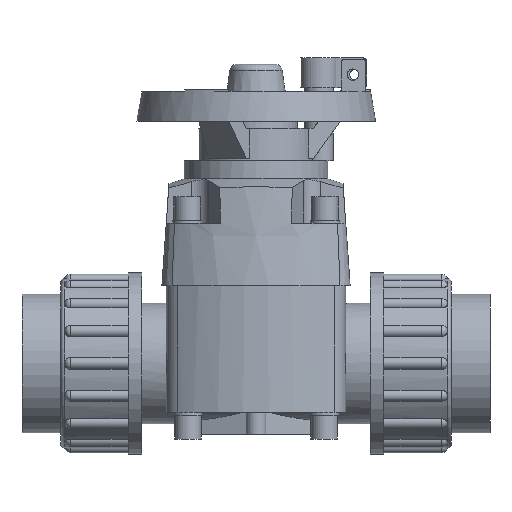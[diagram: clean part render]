
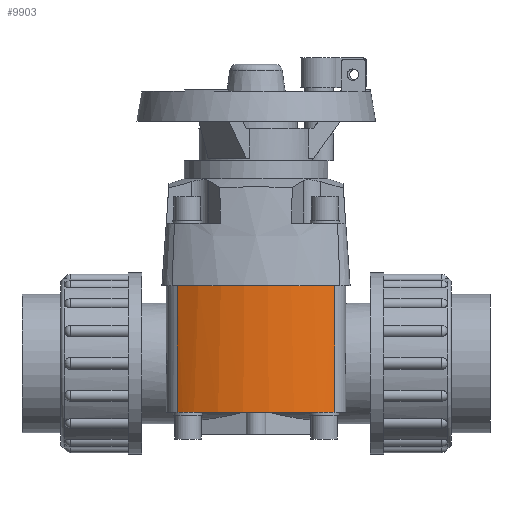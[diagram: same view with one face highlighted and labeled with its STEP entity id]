
A CAD part, front view. The second image highlights one B-rep face of the part: STEP entity #9903.
In plain terms, the highlighted cylindrical face has radius 85.8 mm (diameter 171.6 mm), a partial arc.
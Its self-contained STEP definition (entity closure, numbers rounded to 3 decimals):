
#1618=CARTESIAN_POINT('',(-35.235,-48.531,-27.861));
#1619=VERTEX_POINT('',#1618);
#1750=CARTESIAN_POINT('',(35.235,-48.531,-27.861));
#1751=VERTEX_POINT('',#1750);
#8396=CARTESIAN_POINT('',(44.786,-43.484,-27.861));
#8397=VERTEX_POINT('',#8396);
#8398=CARTESIAN_POINT('',(0.,29.7,-27.861));
#8399=DIRECTION('',(0.0,0.0,1.0));
#8400=DIRECTION('',(0.522,-0.853,0.0));
#8401=AXIS2_PLACEMENT_3D('',#8398,#8399,#8400);
#8402=CIRCLE('',#8401,85.8);
#8403=EDGE_CURVE('',#1751,#8397,#8402,.T.);
#8488=CARTESIAN_POINT('',(-44.786,-43.484,-27.861));
#8489=VERTEX_POINT('',#8488);
#8498=CARTESIAN_POINT('',(0.,29.7,-27.861));
#8499=DIRECTION('',(0.0,0.0,1.0));
#8500=DIRECTION('',(0.522,-0.853,0.0));
#8501=AXIS2_PLACEMENT_3D('',#8498,#8499,#8500);
#8502=CIRCLE('',#8501,85.8);
#8503=EDGE_CURVE('',#8489,#1619,#8502,.T.);
#8604=CARTESIAN_POINT('',(-44.786,-43.484,44.255));
#8605=VERTEX_POINT('',#8604);
#8613=CARTESIAN_POINT('',(44.786,-43.484,44.255));
#8614=VERTEX_POINT('',#8613);
#8615=CARTESIAN_POINT('',(0.,29.7,44.255));
#8616=DIRECTION('',(0.0,0.0,-1.0));
#8617=DIRECTION('',(0.522,-0.853,0.0));
#8618=AXIS2_PLACEMENT_3D('',#8615,#8616,#8617);
#8619=CIRCLE('',#8618,85.8);
#8620=EDGE_CURVE('',#8614,#8605,#8619,.T.);
#9665=CARTESIAN_POINT('',(44.786,-43.484,44.255));
#9666=DIRECTION('',(0.0,0.0,-1.0));
#9667=VECTOR('',#9666,72.116);
#9668=LINE('',#9665,#9667);
#9669=EDGE_CURVE('',#8614,#8397,#9668,.T.);
#9873=CARTESIAN_POINT('',(-44.786,-43.484,44.255));
#9874=DIRECTION('',(0.0,0.0,-1.0));
#9875=VECTOR('',#9874,72.116);
#9876=LINE('',#9873,#9875);
#9877=EDGE_CURVE('',#8605,#8489,#9876,.T.);
#9884=CARTESIAN_POINT('',(0.,29.7,44.255));
#9885=DIRECTION('',(0.0,0.0,-1.0));
#9886=DIRECTION('',(0.522,-0.853,0.0));
#9887=AXIS2_PLACEMENT_3D('',#9884,#9885,#9886);
#9888=CYLINDRICAL_SURFACE('',#9887,85.8);
#9889=ORIENTED_EDGE('',*,*,#8503,.T.);
#9890=CARTESIAN_POINT('',(0.,29.7,-27.861));
#9891=DIRECTION('',(0.0,0.0,1.0));
#9892=DIRECTION('',(0.522,-0.853,0.0));
#9893=AXIS2_PLACEMENT_3D('',#9890,#9891,#9892);
#9894=CIRCLE('',#9893,85.8);
#9895=EDGE_CURVE('',#1619,#1751,#9894,.T.);
#9896=ORIENTED_EDGE('',*,*,#9895,.T.);
#9897=ORIENTED_EDGE('',*,*,#8403,.T.);
#9898=ORIENTED_EDGE('',*,*,#9669,.F.);
#9899=ORIENTED_EDGE('',*,*,#8620,.T.);
#9900=ORIENTED_EDGE('',*,*,#9877,.T.);
#9901=EDGE_LOOP('',(#9889,#9896,#9897,#9898,#9899,#9900));
#9902=FACE_OUTER_BOUND('',#9901,.T.);
#9903=ADVANCED_FACE('',(#9902),#9888,.T.);
